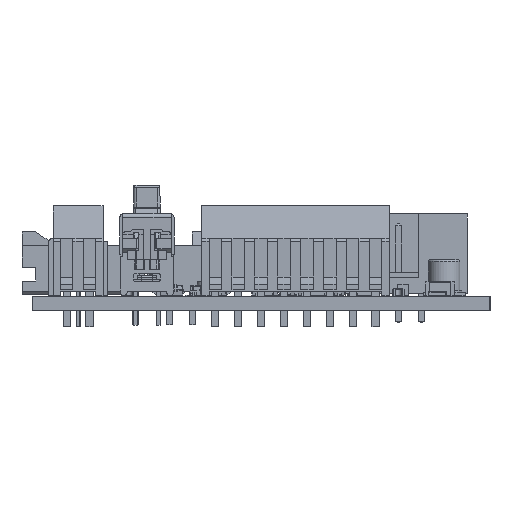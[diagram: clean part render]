
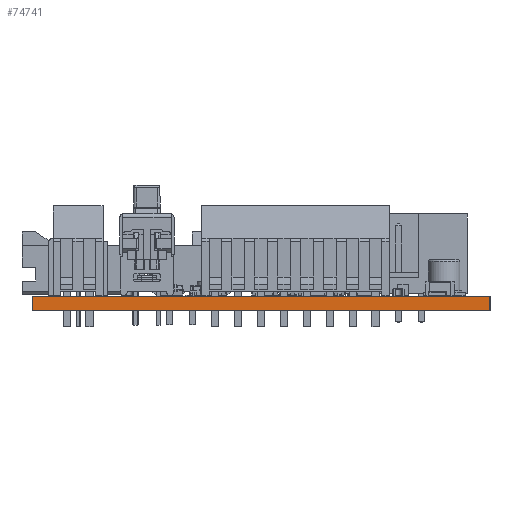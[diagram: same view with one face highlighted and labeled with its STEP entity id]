
A CAD part, left-side view. The second image highlights one B-rep face of the part: STEP entity #74741.
In plain terms, the highlighted planar face has unit normal (-1, 0, 0).
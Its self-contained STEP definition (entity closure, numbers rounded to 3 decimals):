
#74685 = VERTEX_POINT('',#74686);
#74686 = CARTESIAN_POINT('',(111.125,-98.425,1.6));
#74692 = EDGE_CURVE('',#74693,#74685,#74695,.T.);
#74693 = VERTEX_POINT('',#74694);
#74694 = CARTESIAN_POINT('',(111.125,-98.425,0.));
#74695 = LINE('',#74696,#74697);
#74696 = CARTESIAN_POINT('',(111.125,-98.425,0.));
#74697 = VECTOR('',#74698,1.);
#74698 = DIRECTION('',(0.,0.,1.));
#74741 = ADVANCED_FACE('',(#74742),#74767,.T.);
#74742 = FACE_BOUND('',#74743,.T.);
#74743 = EDGE_LOOP('',(#74744,#74745,#74753,#74761));
#74744 = ORIENTED_EDGE('',*,*,#74692,.T.);
#74745 = ORIENTED_EDGE('',*,*,#74746,.T.);
#74746 = EDGE_CURVE('',#74685,#74747,#74749,.T.);
#74747 = VERTEX_POINT('',#74748);
#74748 = CARTESIAN_POINT('',(111.125,-47.625,1.6));
#74749 = LINE('',#74750,#74751);
#74750 = CARTESIAN_POINT('',(111.125,-98.425,1.6));
#74751 = VECTOR('',#74752,1.);
#74752 = DIRECTION('',(0.,1.,0.));
#74753 = ORIENTED_EDGE('',*,*,#74754,.F.);
#74754 = EDGE_CURVE('',#74755,#74747,#74757,.T.);
#74755 = VERTEX_POINT('',#74756);
#74756 = CARTESIAN_POINT('',(111.125,-47.625,0.));
#74757 = LINE('',#74758,#74759);
#74758 = CARTESIAN_POINT('',(111.125,-47.625,0.));
#74759 = VECTOR('',#74760,1.);
#74760 = DIRECTION('',(0.,0.,1.));
#74761 = ORIENTED_EDGE('',*,*,#74762,.F.);
#74762 = EDGE_CURVE('',#74693,#74755,#74763,.T.);
#74763 = LINE('',#74764,#74765);
#74764 = CARTESIAN_POINT('',(111.125,-98.425,0.));
#74765 = VECTOR('',#74766,1.);
#74766 = DIRECTION('',(0.,1.,0.));
#74767 = PLANE('',#74768);
#74768 = AXIS2_PLACEMENT_3D('',#74769,#74770,#74771);
#74769 = CARTESIAN_POINT('',(111.125,-98.425,0.));
#74770 = DIRECTION('',(-1.,0.,0.));
#74771 = DIRECTION('',(0.,1.,0.));
